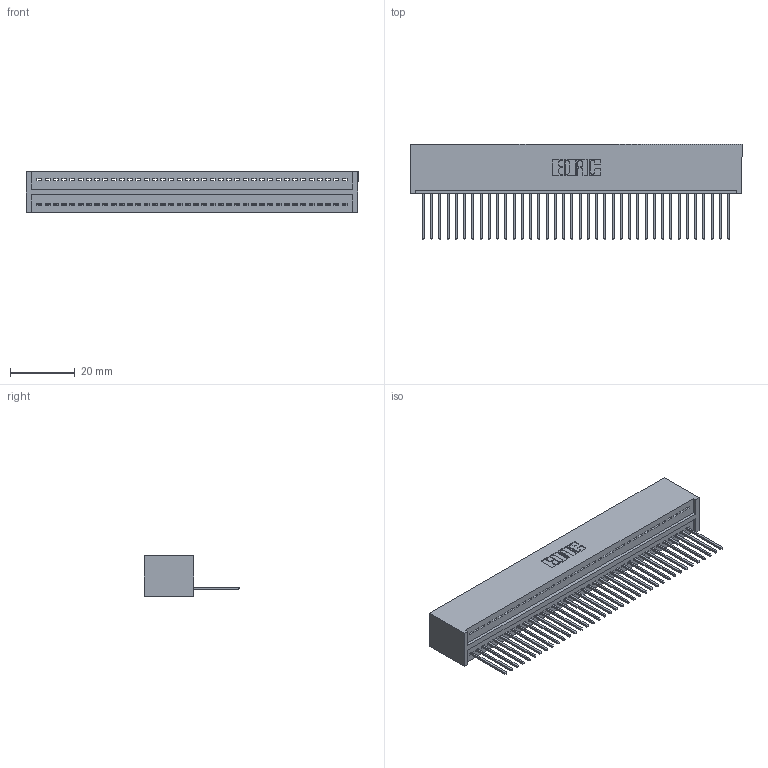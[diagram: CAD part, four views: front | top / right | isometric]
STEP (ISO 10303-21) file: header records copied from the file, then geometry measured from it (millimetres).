
FILE_DESCRIPTION (( 'STEP AP203' ), '1' );
FILE_NAME ('325-038-540-101.STEP', '2020-02-24T21:01:33', ( '' ), ( '' ), 'SwSTEP 2.0', 'SolidWorks 2016', '' );
FILE_SCHEMA (( 'CONFIG_CONTROL_DESIGN' ));
Length unit declared in the file: inch
Products named in the file (3): 325 Part_Lugless; 325-038-540-101; 325-292-001_325-293-140
Assembly tree (39 placements, depth 2):
  325-038-540-101
    325 Part_Lugless
    325-292-001_325-293-140  x38
Bounding box: 102.16 x 29.46 x 12.45 mm (x, y, z)
Volume: 13560.9 mm3; surface area: 15618.4 mm2
Topology: 39 solids, 39 shells, 2310 faces, 6975 edges, 4598 vertices
Faces by surface type: plane 1662, cylinder 648
Entity records: 23489 total; most frequent: CARTESIAN_POINT 4060, ORIENTED_EDGE 4034, DIRECTION 3425, EDGE_CURVE 2017, VECTOR 1897, LINE 1897, VERTEX_POINT 1342, AXIS2_PLACEMENT_3D 764
